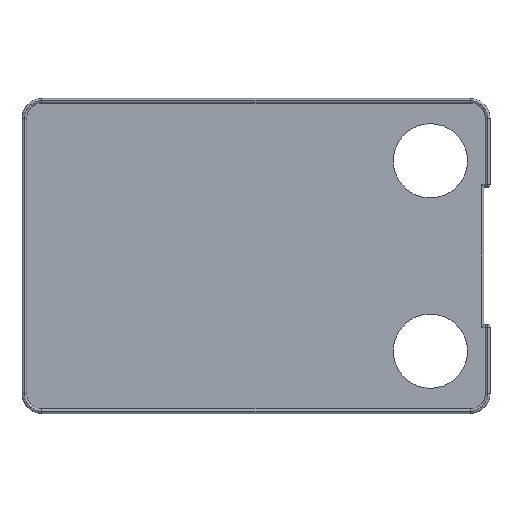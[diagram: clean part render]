
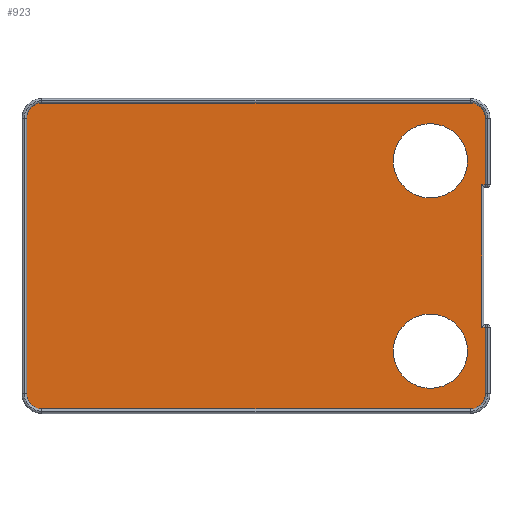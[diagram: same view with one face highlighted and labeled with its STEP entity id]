
A CAD part, front view. The second image highlights one B-rep face of the part: STEP entity #923.
In plain terms, the highlighted planar face has unit normal (0, -1, 0).
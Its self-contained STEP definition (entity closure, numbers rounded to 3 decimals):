
#10 = DIRECTION ( 'NONE',  ( 0., 0., -1. ) ) ;
#15 = AXIS2_PLACEMENT_3D ( 'NONE', #237, #849, #1955 ) ;
#40 = AXIS2_PLACEMENT_3D ( 'NONE', #1770, #845, #1454 ) ;
#43 = DIRECTION ( 'NONE',  ( 0., 0., 1. ) ) ;
#58 = DIRECTION ( 'NONE',  ( 0., 1., 0. ) ) ;
#89 = VERTEX_POINT ( 'NONE', #1336 ) ;
#121 = VECTOR ( 'NONE', #1129, 1000. ) ;
#158 = LINE ( 'NONE', #1376, #705 ) ;
#178 = CARTESIAN_POINT ( 'NONE',  ( -150., 0., -90. ) ) ;
#188 = VERTEX_POINT ( 'NONE', #1545 ) ;
#195 = LINE ( 'NONE', #959, #444 ) ;
#197 = VERTEX_POINT ( 'NONE', #316 ) ;
#198 = DIRECTION ( 'NONE',  ( 0., 0., 1. ) ) ;
#219 = ORIENTED_EDGE ( 'NONE', *, *, #1365, .T. ) ;
#232 = CARTESIAN_POINT ( 'NONE',  ( 150., 0., -90. ) ) ;
#237 = CARTESIAN_POINT ( 'NONE',  ( 140., 0., -90. ) ) ;
#259 = AXIS2_PLACEMENT_3D ( 'NONE', #281, #737, #1339 ) ;
#261 = PLANE ( 'NONE',  #1081 ) ;
#281 = CARTESIAN_POINT ( 'NONE',  ( 114., 0., -62.23 ) ) ;
#284 = VERTEX_POINT ( 'NONE', #542 ) ;
#307 = EDGE_CURVE ( 'NONE', #1359, #188, #915, .T. ) ;
#316 = CARTESIAN_POINT ( 'NONE',  ( 150., 0., -46.5 ) ) ;
#319 = VERTEX_POINT ( 'NONE', #1203 ) ;
#329 = AXIS2_PLACEMENT_3D ( 'NONE', #1557, #58, #198 ) ;
#343 = EDGE_CURVE ( 'NONE', #197, #284, #158, .T. ) ;
#365 = CARTESIAN_POINT ( 'NONE',  ( -140., 0., 100. ) ) ;
#395 = DIRECTION ( 'NONE',  ( 0., 1., 0. ) ) ;
#401 = EDGE_CURVE ( 'NONE', #833, #89, #1152, .T. ) ;
#444 = VECTOR ( 'NONE', #1128, 1000. ) ;
#462 = DIRECTION ( 'NONE',  ( 0., 1., 0. ) ) ;
#463 = LINE ( 'NONE', #1523, #519 ) ;
#513 = DIRECTION ( 'NONE',  ( 1., 0., 0. ) ) ;
#519 = VECTOR ( 'NONE', #10, 1000. ) ;
#536 = CARTESIAN_POINT ( 'NONE',  ( 140., 0., -100. ) ) ;
#542 = CARTESIAN_POINT ( 'NONE',  ( 147.5, 0., -46.5 ) ) ;
#577 = FACE_OUTER_BOUND ( 'NONE', #1130, .T. ) ;
#586 = EDGE_CURVE ( 'NONE', #1561, #1612, #1361, .T. ) ;
#613 = CARTESIAN_POINT ( 'NONE',  ( 140., 0., 90. ) ) ;
#620 = DIRECTION ( 'NONE',  ( -1., 0., 0. ) ) ;
#629 = EDGE_CURVE ( 'NONE', #319, #926, #1530, .T. ) ;
#630 = EDGE_CURVE ( 'NONE', #197, #1359, #463, .T. ) ;
#664 = CARTESIAN_POINT ( 'NONE',  ( 140., 0., 100. ) ) ;
#668 = AXIS2_PLACEMENT_3D ( 'NONE', #717, #1929, #1354 ) ;
#675 = DIRECTION ( 'NONE',  ( 0., 1., 0. ) ) ;
#679 = ORIENTED_EDGE ( 'NONE', *, *, #866, .F. ) ;
#705 = VECTOR ( 'NONE', #620, 1000. ) ;
#717 = CARTESIAN_POINT ( 'NONE',  ( 114., 0., -62.23 ) ) ;
#737 = DIRECTION ( 'NONE',  ( 0., 1., 0. ) ) ;
#751 = EDGE_CURVE ( 'NONE', #1331, #1775, #1629, .T. ) ;
#770 = CIRCLE ( 'NONE', #329, 10. ) ;
#821 = VECTOR ( 'NONE', #1632, 1000. ) ;
#828 = CIRCLE ( 'NONE', #668, 24.28 ) ;
#833 = VERTEX_POINT ( 'NONE', #365 ) ;
#845 = DIRECTION ( 'NONE',  ( 0., 1., 0. ) ) ;
#849 = DIRECTION ( 'NONE',  ( 0., 1., 0. ) ) ;
#853 = ORIENTED_EDGE ( 'NONE', *, *, #629, .T. ) ;
#859 = ORIENTED_EDGE ( 'NONE', *, *, #751, .T. ) ;
#866 = EDGE_CURVE ( 'NONE', #188, #999, #1728, .T. ) ;
#906 = CIRCLE ( 'NONE', #40, 24.28 ) ;
#912 = EDGE_CURVE ( 'NONE', #1612, #1561, #828, .T. ) ;
#915 = CIRCLE ( 'NONE', #15, 10. ) ;
#923 = ADVANCED_FACE ( 'NONE', ( #1811, #1960, #577 ), #261, .F. ) ;
#926 = VERTEX_POINT ( 'NONE', #1168 ) ;
#929 = CARTESIAN_POINT ( 'NONE',  ( 147.5, 0., 90. ) ) ;
#959 = CARTESIAN_POINT ( 'NONE',  ( 150., 0., 90. ) ) ;
#974 = CARTESIAN_POINT ( 'NONE',  ( 114., 0., 37.95 ) ) ;
#999 = VERTEX_POINT ( 'NONE', #1836 ) ;
#1010 = CARTESIAN_POINT ( 'NONE',  ( 114., 0., -37.95 ) ) ;
#1011 = CARTESIAN_POINT ( 'NONE',  ( 114., 0., 86.51 ) ) ;
#1016 = AXIS2_PLACEMENT_3D ( 'NONE', #1142, #395, #1604 ) ;
#1040 = ORIENTED_EDGE ( 'NONE', *, *, #401, .F. ) ;
#1056 = VECTOR ( 'NONE', #513, 1000. ) ;
#1081 = AXIS2_PLACEMENT_3D ( 'NONE', #613, #462, #1486 ) ;
#1118 = EDGE_LOOP ( 'NONE', ( #219, #859 ) ) ;
#1128 = DIRECTION ( 'NONE',  ( 0., 0., -1. ) ) ;
#1129 = DIRECTION ( 'NONE',  ( -1., 0., 0. ) ) ;
#1130 = EDGE_LOOP ( 'NONE', ( #1254, #1181, #1714, #853, #1769, #1971, #1040, #1974, #1623, #1461, #679, #1573 ) ) ;
#1142 = CARTESIAN_POINT ( 'NONE',  ( -140., 0., 90. ) ) ;
#1147 = VECTOR ( 'NONE', #1668, 1000. ) ;
#1152 = LINE ( 'NONE', #664, #1056 ) ;
#1164 = CARTESIAN_POINT ( 'NONE',  ( -150., 0., 90. ) ) ;
#1168 = CARTESIAN_POINT ( 'NONE',  ( 150., 0., 46.5 ) ) ;
#1181 = ORIENTED_EDGE ( 'NONE', *, *, #343, .T. ) ;
#1199 = EDGE_CURVE ( 'NONE', #1729, #926, #195, .T. ) ;
#1203 = CARTESIAN_POINT ( 'NONE',  ( 147.5, 0., 46.5 ) ) ;
#1235 = LINE ( 'NONE', #929, #1918 ) ;
#1254 = ORIENTED_EDGE ( 'NONE', *, *, #630, .F. ) ;
#1331 = VERTEX_POINT ( 'NONE', #974 ) ;
#1336 = CARTESIAN_POINT ( 'NONE',  ( 140., 0., 100. ) ) ;
#1339 = DIRECTION ( 'NONE',  ( 0., 0., 1. ) ) ;
#1354 = DIRECTION ( 'NONE',  ( 0., 0., 1. ) ) ;
#1357 = EDGE_CURVE ( 'NONE', #1513, #833, #1855, .T. ) ;
#1359 = VERTEX_POINT ( 'NONE', #232 ) ;
#1361 = CIRCLE ( 'NONE', #259, 24.28 ) ;
#1365 = EDGE_CURVE ( 'NONE', #1775, #1331, #906, .T. ) ;
#1376 = CARTESIAN_POINT ( 'NONE',  ( 140., 0., -46.5 ) ) ;
#1383 = CARTESIAN_POINT ( 'NONE',  ( 140., 0., 46.5 ) ) ;
#1431 = CARTESIAN_POINT ( 'NONE',  ( -140., 0., -90. ) ) ;
#1446 = CARTESIAN_POINT ( 'NONE',  ( 114., 0., -86.51 ) ) ;
#1451 = EDGE_CURVE ( 'NONE', #284, #319, #1235, .T. ) ;
#1454 = DIRECTION ( 'NONE',  ( 0., 0., 1. ) ) ;
#1461 = ORIENTED_EDGE ( 'NONE', *, *, #1501, .F. ) ;
#1477 = LINE ( 'NONE', #1164, #821 ) ;
#1484 = EDGE_CURVE ( 'NONE', #89, #1729, #770, .T. ) ;
#1486 = DIRECTION ( 'NONE',  ( 0., 0., 1. ) ) ;
#1501 = EDGE_CURVE ( 'NONE', #999, #1967, #1883, .T. ) ;
#1505 = DIRECTION ( 'NONE',  ( 0., 0., 1. ) ) ;
#1513 = VERTEX_POINT ( 'NONE', #1569 ) ;
#1523 = CARTESIAN_POINT ( 'NONE',  ( 150., 0., 90. ) ) ;
#1527 = AXIS2_PLACEMENT_3D ( 'NONE', #1431, #675, #1720 ) ;
#1530 = LINE ( 'NONE', #1383, #1147 ) ;
#1545 = CARTESIAN_POINT ( 'NONE',  ( 140., 0., -100. ) ) ;
#1555 = CARTESIAN_POINT ( 'NONE',  ( 114., 0., 62.23 ) ) ;
#1557 = CARTESIAN_POINT ( 'NONE',  ( 140., 0., 90. ) ) ;
#1558 = CARTESIAN_POINT ( 'NONE',  ( 150., 0., 90. ) ) ;
#1561 = VERTEX_POINT ( 'NONE', #1010 ) ;
#1569 = CARTESIAN_POINT ( 'NONE',  ( -150., 0., 90. ) ) ;
#1573 = ORIENTED_EDGE ( 'NONE', *, *, #307, .F. ) ;
#1604 = DIRECTION ( 'NONE',  ( 0., 0., -1. ) ) ;
#1612 = VERTEX_POINT ( 'NONE', #1446 ) ;
#1623 = ORIENTED_EDGE ( 'NONE', *, *, #1850, .F. ) ;
#1629 = CIRCLE ( 'NONE', #1750, 24.28 ) ;
#1632 = DIRECTION ( 'NONE',  ( 0., 0., 1. ) ) ;
#1644 = ORIENTED_EDGE ( 'NONE', *, *, #586, .T. ) ;
#1668 = DIRECTION ( 'NONE',  ( 1., 0., 0. ) ) ;
#1714 = ORIENTED_EDGE ( 'NONE', *, *, #1451, .T. ) ;
#1720 = DIRECTION ( 'NONE',  ( 0., 0., 1. ) ) ;
#1728 = LINE ( 'NONE', #536, #121 ) ;
#1729 = VERTEX_POINT ( 'NONE', #1558 ) ;
#1750 = AXIS2_PLACEMENT_3D ( 'NONE', #1555, #1905, #43 ) ;
#1769 = ORIENTED_EDGE ( 'NONE', *, *, #1199, .F. ) ;
#1770 = CARTESIAN_POINT ( 'NONE',  ( 114., 0., 62.23 ) ) ;
#1775 = VERTEX_POINT ( 'NONE', #1011 ) ;
#1811 = FACE_BOUND ( 'NONE', #1934, .T. ) ;
#1820 = ORIENTED_EDGE ( 'NONE', *, *, #912, .T. ) ;
#1836 = CARTESIAN_POINT ( 'NONE',  ( -140., 0., -100. ) ) ;
#1850 = EDGE_CURVE ( 'NONE', #1967, #1513, #1477, .T. ) ;
#1855 = CIRCLE ( 'NONE', #1016, 10. ) ;
#1883 = CIRCLE ( 'NONE', #1527, 10. ) ;
#1905 = DIRECTION ( 'NONE',  ( 0., 1., 0. ) ) ;
#1918 = VECTOR ( 'NONE', #1505, 1000. ) ;
#1929 = DIRECTION ( 'NONE',  ( 0., 1., 0. ) ) ;
#1934 = EDGE_LOOP ( 'NONE', ( #1644, #1820 ) ) ;
#1955 = DIRECTION ( 'NONE',  ( 0., 0., 1. ) ) ;
#1960 = FACE_BOUND ( 'NONE', #1118, .T. ) ;
#1967 = VERTEX_POINT ( 'NONE', #178 ) ;
#1971 = ORIENTED_EDGE ( 'NONE', *, *, #1484, .F. ) ;
#1974 = ORIENTED_EDGE ( 'NONE', *, *, #1357, .F. ) ;
